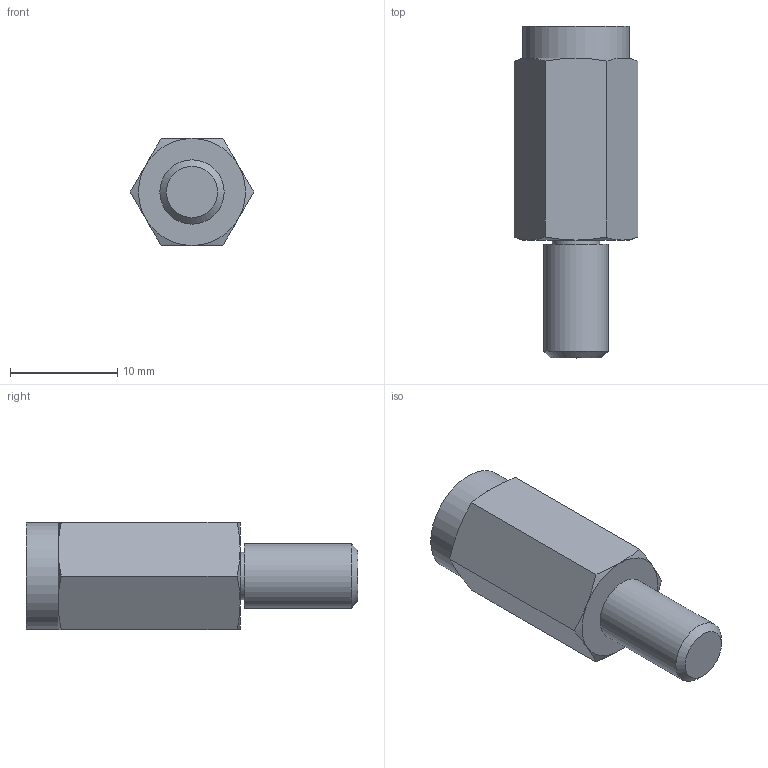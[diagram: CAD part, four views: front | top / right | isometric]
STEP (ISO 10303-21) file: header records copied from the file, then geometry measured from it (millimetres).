
FILE_DESCRIPTION( ( 'STEP AP214' ), '1' );
FILE_NAME( 'K0299.206020.stp', '2020-12-02T10:11:52', ( '' ), ( '' ), ' ', 'PARTsolutions', ' ' );
FILE_SCHEMA( ( 'AUTOMOTIVE_DESIGN { 1 0 10303 214 1 1 1 1 }' ) );
Length unit declared in the file: millimetre
Products named in the file (1): _K0299.206020
Bounding box: 11.55 x 31 x 10 mm (x, y, z)
Volume: 2009.4 mm3; surface area: 1075.1 mm2
Topology: 1 solids, 1 shells, 26 faces, 52 edges, 30 vertices
Faces by surface type: cone 13, plane 10, cylinder 3
Full cylindrical faces by diameter (mm): 4.4 x1, 6 x1, 10 x1
Entity records: 906 total; most frequent: CARTESIAN_POINT 193, DIRECTION 96, ORIENTED_EDGE 96, EDGE_CURVE 48, AXIS2_PLACEMENT_3D 45, EDGE_LOOP 32, VERTEX_POINT 30, FACE_OUTER_BOUND 29
